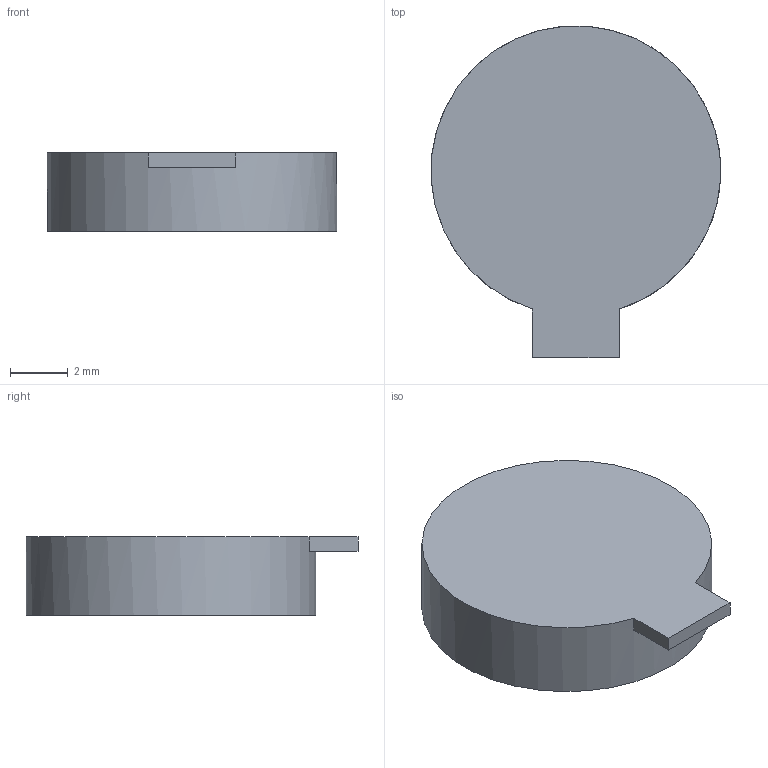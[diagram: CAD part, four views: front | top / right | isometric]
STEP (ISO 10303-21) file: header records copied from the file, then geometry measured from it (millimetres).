
FILE_DESCRIPTION(/* description */ (''),/* implementation_level */ '2;1');
FILE_NAME(/* name */ 'Vibrator Motor.stp',/* time_stamp */ '2020-07-20T07:26:33-07:00',/* author */ (''),/* organization */ (''),/* preprocessor_version */ 'ST-DEVELOPER v16.7',/* originating_system */ 'SIEMENS PLM Software NX 1859',/* authorisation */ '');
FILE_SCHEMA (('AUTOMOTIVE_DESIGN { 1 0 10303 214 3 1 1 1 }'));
Length unit declared in the file: millimetre
Products named in the file (1): Vibrator Motor
Bounding box: 9.99 x 11.45 x 2.7 mm (x, y, z)
Volume: 214.4 mm3; surface area: 252.8 mm2
Topology: 1 solids, 1 shells, 7 faces, 15 edges, 10 vertices
Faces by surface type: plane 6, cylinder 1
Full cylindrical faces by diameter (mm): 10 x1
Entity records: 202 total; most frequent: DIRECTION 32, CARTESIAN_POINT 30, ORIENTED_EDGE 26, EDGE_CURVE 13, AXIS2_PLACEMENT_3D 11, LINE 10, VECTOR 10, VERTEX_POINT 9
